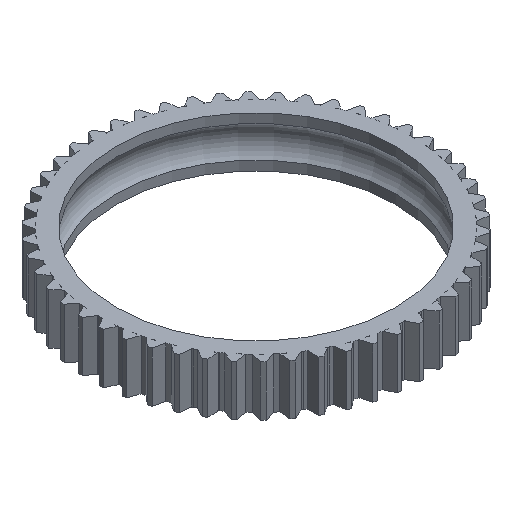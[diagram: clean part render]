
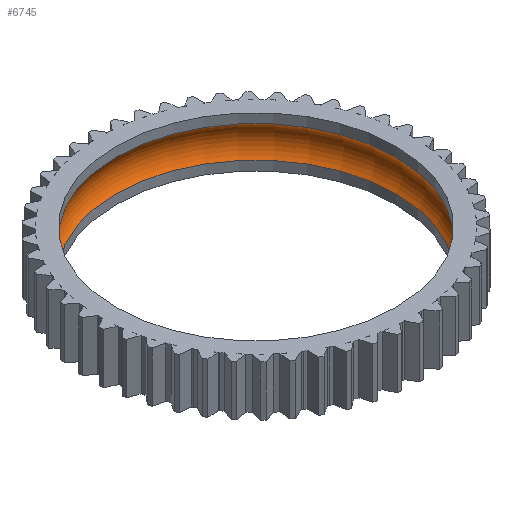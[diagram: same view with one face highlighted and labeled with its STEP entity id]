
A CAD part, isometric view. The second image highlights one B-rep face of the part: STEP entity #6745.
In plain terms, the highlighted toroidal (fillet/blend) face has major radius 12.329 mm and minor radius 2.164 mm.
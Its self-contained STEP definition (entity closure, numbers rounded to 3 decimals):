
#19=TOROIDAL_SURFACE('',#7314,12.329,2.165);
#571=FACE_OUTER_BOUND('',#937,.T.);
#937=EDGE_LOOP('',(#5779,#5780,#5781,#5782,#5783,#5784));
#1265=CIRCLE('',#7315,13.823);
#1266=CIRCLE('',#7316,13.823);
#1267=CIRCLE('',#7317,2.165);
#1268=CIRCLE('',#7318,13.823);
#1269=CIRCLE('',#7319,13.823);
#3420=VERTEX_POINT('',#11089);
#3421=VERTEX_POINT('',#11090);
#3422=VERTEX_POINT('',#11093);
#3423=VERTEX_POINT('',#11095);
#4336=EDGE_CURVE('',#3420,#3421,#1265,.T.);
#4337=EDGE_CURVE('',#3421,#3420,#1266,.T.);
#4338=EDGE_CURVE('',#3421,#3422,#1267,.T.);
#4339=EDGE_CURVE('',#3423,#3422,#1268,.T.);
#4340=EDGE_CURVE('',#3422,#3423,#1269,.T.);
#5779=ORIENTED_EDGE('',*,*,#4336,.F.);
#5780=ORIENTED_EDGE('',*,*,#4337,.F.);
#5781=ORIENTED_EDGE('',*,*,#4338,.T.);
#5782=ORIENTED_EDGE('',*,*,#4339,.F.);
#5783=ORIENTED_EDGE('',*,*,#4340,.F.);
#5784=ORIENTED_EDGE('',*,*,#4338,.F.);
#6745=ADVANCED_FACE('',(#571),#19,.F.);
#7314=AXIS2_PLACEMENT_3D('',#11088,#9053,#9054);
#7315=AXIS2_PLACEMENT_3D('',#11091,#9055,#9056);
#7316=AXIS2_PLACEMENT_3D('',#11092,#9057,#9058);
#7317=AXIS2_PLACEMENT_3D('',#11094,#9059,#9060);
#7318=AXIS2_PLACEMENT_3D('',#11096,#9061,#9062);
#7319=AXIS2_PLACEMENT_3D('',#11097,#9063,#9064);
#9053=DIRECTION('center_axis',(0.,0.,1.));
#9054=DIRECTION('ref_axis',(1.,0.,0.));
#9055=DIRECTION('center_axis',(0.,0.,1.));
#9056=DIRECTION('ref_axis',(-1.,0.,0.));
#9057=DIRECTION('center_axis',(0.,0.,1.));
#9058=DIRECTION('ref_axis',(-1.,0.,0.));
#9059=DIRECTION('center_axis',(0.,1.,0.));
#9060=DIRECTION('ref_axis',(-1.,0.,0.));
#9061=DIRECTION('center_axis',(0.,0.,-1.));
#9062=DIRECTION('ref_axis',(-1.,0.,0.));
#9063=DIRECTION('center_axis',(0.,0.,-1.));
#9064=DIRECTION('ref_axis',(-1.,0.,0.));
#11088=CARTESIAN_POINT('Origin',(16.148,16.16,7.5));
#11089=CARTESIAN_POINT('',(29.97,16.16,5.933));
#11090=CARTESIAN_POINT('',(2.325,16.16,5.933));
#11091=CARTESIAN_POINT('Origin',(16.148,16.16,5.933));
#11092=CARTESIAN_POINT('Origin',(16.148,16.16,5.933));
#11093=CARTESIAN_POINT('',(2.325,16.16,9.067));
#11094=CARTESIAN_POINT('Origin',(3.819,16.16,7.5));
#11095=CARTESIAN_POINT('',(29.97,16.16,9.067));
#11096=CARTESIAN_POINT('Origin',(16.148,16.16,9.067));
#11097=CARTESIAN_POINT('Origin',(16.148,16.16,9.067));
